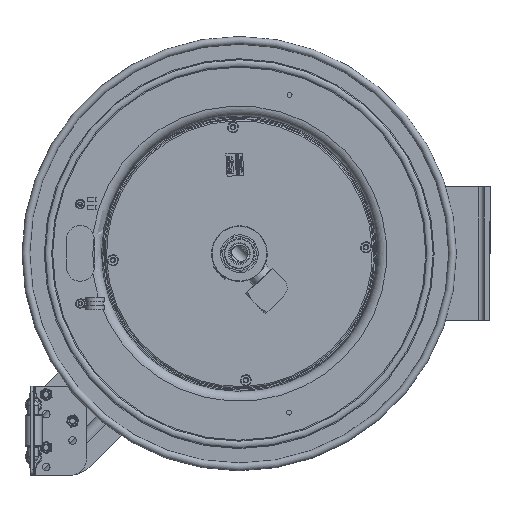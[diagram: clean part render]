
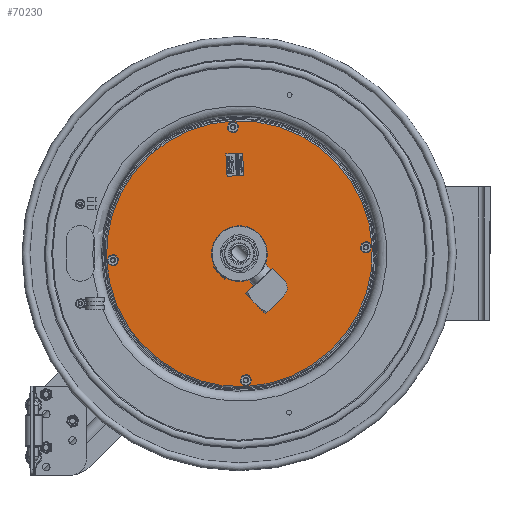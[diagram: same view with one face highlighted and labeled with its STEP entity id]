
A CAD part, left-side view. The second image highlights one B-rep face of the part: STEP entity #70230.
In plain terms, the highlighted planar face has unit normal (-1, 0, 0).
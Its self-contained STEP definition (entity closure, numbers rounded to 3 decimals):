
#1839=FACE_BOUND('',#9330,.T.);
#1840=FACE_BOUND('',#9331,.T.);
#1841=FACE_BOUND('',#9332,.T.);
#1842=FACE_BOUND('',#9333,.T.);
#1843=FACE_BOUND('',#9334,.T.);
#3743=CIRCLE('',#74645,5.97);
#3744=CIRCLE('',#74646,0.655);
#3745=CIRCLE('',#74647,0.14);
#3746=CIRCLE('',#74648,0.14);
#3747=CIRCLE('',#74649,0.14);
#3748=CIRCLE('',#74650,0.14);
#6304=FACE_OUTER_BOUND('',#9329,.T.);
#9329=EDGE_LOOP('',(#57650));
#9330=EDGE_LOOP('',(#57651));
#9331=EDGE_LOOP('',(#57652));
#9332=EDGE_LOOP('',(#57653));
#9333=EDGE_LOOP('',(#57654));
#9334=EDGE_LOOP('',(#57655));
#31750=VERTEX_POINT('',#116051);
#31751=VERTEX_POINT('',#116053);
#31752=VERTEX_POINT('',#116055);
#31753=VERTEX_POINT('',#116057);
#31754=VERTEX_POINT('',#116059);
#31755=VERTEX_POINT('',#116061);
#42334=EDGE_CURVE('',#31750,#31750,#3743,.T.);
#42335=EDGE_CURVE('',#31751,#31751,#3744,.T.);
#42336=EDGE_CURVE('',#31752,#31752,#3745,.T.);
#42337=EDGE_CURVE('',#31753,#31753,#3746,.T.);
#42338=EDGE_CURVE('',#31754,#31754,#3747,.T.);
#42339=EDGE_CURVE('',#31755,#31755,#3748,.T.);
#57650=ORIENTED_EDGE('',*,*,#42334,.F.);
#57651=ORIENTED_EDGE('',*,*,#42335,.T.);
#57652=ORIENTED_EDGE('',*,*,#42336,.T.);
#57653=ORIENTED_EDGE('',*,*,#42337,.T.);
#57654=ORIENTED_EDGE('',*,*,#42338,.T.);
#57655=ORIENTED_EDGE('',*,*,#42339,.T.);
#64992=PLANE('',#74644);
#70230=ADVANCED_FACE('',(#6304,#1839,#1840,#1841,#1842,#1843),#64992,.T.);
#74644=AXIS2_PLACEMENT_3D('',#116050,#86153,#86154);
#74645=AXIS2_PLACEMENT_3D('',#116052,#86155,#86156);
#74646=AXIS2_PLACEMENT_3D('',#116054,#86157,#86158);
#74647=AXIS2_PLACEMENT_3D('',#116056,#86159,#86160);
#74648=AXIS2_PLACEMENT_3D('',#116058,#86161,#86162);
#74649=AXIS2_PLACEMENT_3D('',#116060,#86163,#86164);
#74650=AXIS2_PLACEMENT_3D('',#116062,#86165,#86166);
#86153=DIRECTION('center_axis',(-1.,0.,0.));
#86154=DIRECTION('ref_axis',(0.,-0.051,-0.999));
#86155=DIRECTION('center_axis',(1.,0.,0.));
#86156=DIRECTION('ref_axis',(0.,-0.051,-0.999));
#86157=DIRECTION('center_axis',(1.,0.,0.));
#86158=DIRECTION('ref_axis',(0.,0.051,0.999));
#86159=DIRECTION('center_axis',(1.,0.,0.));
#86160=DIRECTION('ref_axis',(0.,-0.051,-0.999));
#86161=DIRECTION('center_axis',(1.,0.,0.));
#86162=DIRECTION('ref_axis',(0.,-0.051,-0.999));
#86163=DIRECTION('center_axis',(1.,0.,0.));
#86164=DIRECTION('ref_axis',(0.,-0.051,-0.999));
#86165=DIRECTION('center_axis',(1.,0.,0.));
#86166=DIRECTION('ref_axis',(0.,-0.051,-0.999));
#116050=CARTESIAN_POINT('Origin',(-4.857,11.252,0.));
#116051=CARTESIAN_POINT('',(-4.857,11.557,5.962));
#116052=CARTESIAN_POINT('Origin',(-4.857,11.252,0.));
#116053=CARTESIAN_POINT('',(-4.857,11.218,-0.654));
#116054=CARTESIAN_POINT('Origin',(-4.857,11.252,0.));
#116055=CARTESIAN_POINT('',(-4.857,10.954,-5.82));
#116056=CARTESIAN_POINT('Origin',(-4.857,10.961,-5.68));
#116057=CARTESIAN_POINT('',(-4.857,11.536,5.54));
#116058=CARTESIAN_POINT('Origin',(-4.857,11.543,5.68));
#116059=CARTESIAN_POINT('',(-4.857,5.565,0.151));
#116060=CARTESIAN_POINT('Origin',(-4.857,5.572,0.291));
#116061=CARTESIAN_POINT('',(-4.857,16.925,-0.431));
#116062=CARTESIAN_POINT('Origin',(-4.857,16.932,-0.291));
